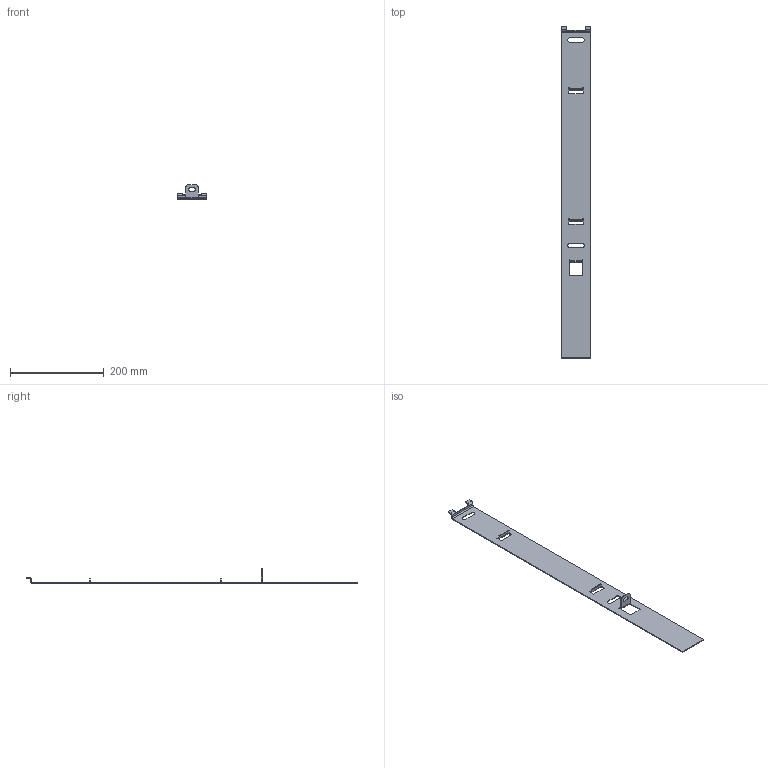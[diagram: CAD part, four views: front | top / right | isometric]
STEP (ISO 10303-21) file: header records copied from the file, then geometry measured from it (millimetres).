
FILE_DESCRIPTION (( 'STEP AP214' ), '1' );
FILE_NAME ('HANGING BRACKET.STEP', '2021-08-30T15:46:35', ( '' ), ( '' ), 'SwSTEP 2.0', 'SolidWorks 2020', '' );
FILE_SCHEMA (( 'AUTOMOTIVE_DESIGN' ));
Length unit declared in the file: inch
Products named in the file (1): HANGING BRACKET
Bounding box: 63.5 x 708.65 x 31.75 mm (x, y, z)
Volume: 83721.6 mm3; surface area: 92429.1 mm2
Topology: 1 solids, 1 shells, 94 faces, 232 edges, 140 vertices
Faces by surface type: plane 74, cylinder 20
Entity records: 2798 total; most frequent: CARTESIAN_POINT 467, DIRECTION 466, ORIENTED_EDGE 464, EDGE_CURVE 232, VECTOR 188, LINE 188, VERTEX_POINT 140, AXIS2_PLACEMENT_3D 139
